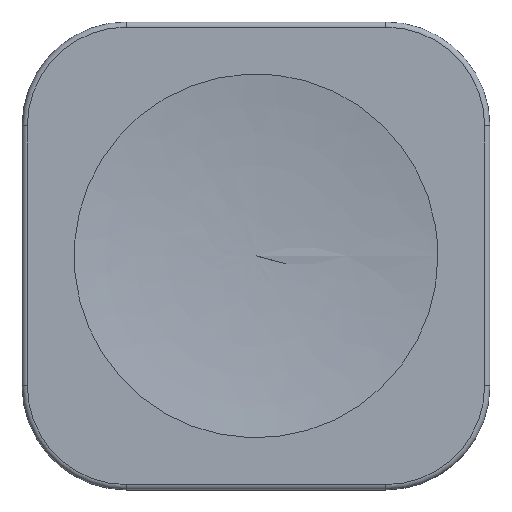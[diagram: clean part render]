
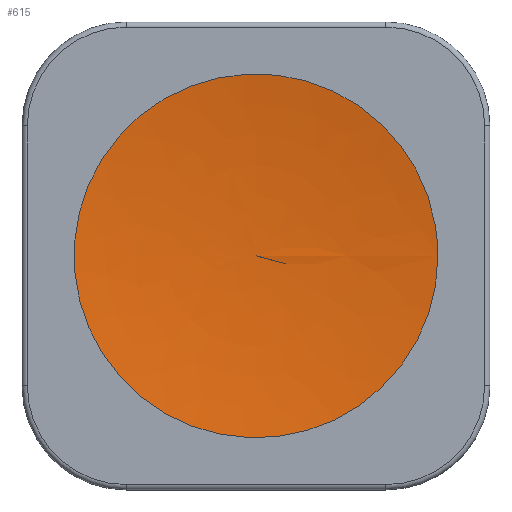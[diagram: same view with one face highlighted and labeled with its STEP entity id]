
A CAD part, top view. The second image highlights one B-rep face of the part: STEP entity #615.
In plain terms, the highlighted free-form (B-spline) face has degree [3, 3] with [15, 4] control points.
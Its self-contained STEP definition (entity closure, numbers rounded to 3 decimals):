
#204=FACE_OUTER_BOUND('',#242,.T.);
#242=EDGE_LOOP('',(#434,#435,#436));
#284=B_SPLINE_CURVE_WITH_KNOTS('',3,(#986,#987,#988,#989,#990,#991,#992,
#993,#994,#995,#996,#997,#998,#999,#1000),.UNSPECIFIED.,.T.,.F.,(4,1,1,
1,1,1,1,1,1,1,1,1,4),(-1.,-0.917,-0.833,-0.75,-0.667,
-0.583,-0.5,-0.417,-0.333,-0.25,-0.167,
-0.083,0.),.UNSPECIFIED.);
#285=B_SPLINE_CURVE_WITH_KNOTS('',3,(#1002,#1003,#1004,#1005),
 .UNSPECIFIED.,.F.,.F.,(4,4),(0.,1.),.UNSPECIFIED.);
#286=VERTEX_POINT('',#985);
#287=VERTEX_POINT('',#1001);
#344=EDGE_CURVE('',#286,#286,#284,.T.);
#345=EDGE_CURVE('',#286,#287,#285,.T.);
#434=ORIENTED_EDGE('',*,*,#344,.F.);
#435=ORIENTED_EDGE('',*,*,#345,.T.);
#436=ORIENTED_EDGE('',*,*,#345,.F.);
#614=B_SPLINE_SURFACE_WITH_KNOTS('',3,3,((#925,#926,#927,#928),(#929,#930,
#931,#932),(#933,#934,#935,#936),(#937,#938,#939,#940),(#941,#942,#943,
#944),(#945,#946,#947,#948),(#949,#950,#951,#952),(#953,#954,#955,#956),
(#957,#958,#959,#960),(#961,#962,#963,#964),(#965,#966,#967,#968),(#969,
#970,#971,#972),(#973,#974,#975,#976),(#977,#978,#979,#980),(#981,#982,
#983,#984)),.UNSPECIFIED.,.T.,.F.,.F.,(4,1,1,1,1,1,1,1,1,1,1,1,4),(4,4),
(0.,0.083,0.167,0.25,0.333,0.417,
0.5,0.583,0.667,0.75,0.833,0.917,
1.),(0.,1.),.UNSPECIFIED.);
#615=ADVANCED_FACE('',(#204),#614,.T.);
#925=CARTESIAN_POINT('Ctrl Pts',(7.,0.,
2.5));
#926=CARTESIAN_POINT('Ctrl Pts',(4.667,0.,
2.167));
#927=CARTESIAN_POINT('Ctrl Pts',(2.333,0.,
2.));
#928=CARTESIAN_POINT('Ctrl Pts',(0.,0.,2.));
#929=CARTESIAN_POINT('Ctrl Pts',(7.,1.222,2.5));
#930=CARTESIAN_POINT('Ctrl Pts',(4.666,0.814,2.167));
#931=CARTESIAN_POINT('Ctrl Pts',(2.334,0.407,2.));
#932=CARTESIAN_POINT('Ctrl Pts',(0.,0.,2.));
#933=CARTESIAN_POINT('Ctrl Pts',(6.346,3.663,2.5));
#934=CARTESIAN_POINT('Ctrl Pts',(4.231,2.443,2.167));
#935=CARTESIAN_POINT('Ctrl Pts',(2.114,1.221,2.));
#936=CARTESIAN_POINT('Ctrl Pts',(0.,0.,2.));
#937=CARTESIAN_POINT('Ctrl Pts',(3.665,6.347,2.5));
#938=CARTESIAN_POINT('Ctrl Pts',(2.444,4.232,2.167));
#939=CARTESIAN_POINT('Ctrl Pts',(1.221,2.115,2.));
#940=CARTESIAN_POINT('Ctrl Pts',(0.,0.,2.));
#941=CARTESIAN_POINT('Ctrl Pts',(0.,7.328,
2.5));
#942=CARTESIAN_POINT('Ctrl Pts',(0.,4.885,
2.167));
#943=CARTESIAN_POINT('Ctrl Pts',(0.,2.443,
2.));
#944=CARTESIAN_POINT('Ctrl Pts',(0.,0.,2.));
#945=CARTESIAN_POINT('Ctrl Pts',(-3.664,6.346,2.5));
#946=CARTESIAN_POINT('Ctrl Pts',(-2.443,4.231,2.167));
#947=CARTESIAN_POINT('Ctrl Pts',(-1.221,2.115,2.));
#948=CARTESIAN_POINT('Ctrl Pts',(0.,0.,2.));
#949=CARTESIAN_POINT('Ctrl Pts',(-6.347,3.665,2.5));
#950=CARTESIAN_POINT('Ctrl Pts',(-4.232,2.444,2.167));
#951=CARTESIAN_POINT('Ctrl Pts',(-2.115,1.221,2.));
#952=CARTESIAN_POINT('Ctrl Pts',(0.,0.,2.));
#953=CARTESIAN_POINT('Ctrl Pts',(-7.328,0.,
2.5));
#954=CARTESIAN_POINT('Ctrl Pts',(-4.885,0.,2.167));
#955=CARTESIAN_POINT('Ctrl Pts',(-2.443,0.,
2.));
#956=CARTESIAN_POINT('Ctrl Pts',(0.,0.,2.));
#957=CARTESIAN_POINT('Ctrl Pts',(-6.347,-3.665,2.5));
#958=CARTESIAN_POINT('Ctrl Pts',(-4.232,-2.444,2.167));
#959=CARTESIAN_POINT('Ctrl Pts',(-2.115,-1.221,2.));
#960=CARTESIAN_POINT('Ctrl Pts',(0.,0.,2.));
#961=CARTESIAN_POINT('Ctrl Pts',(-3.664,-6.346,2.5));
#962=CARTESIAN_POINT('Ctrl Pts',(-2.443,-4.231,2.167));
#963=CARTESIAN_POINT('Ctrl Pts',(-1.221,-2.115,2.));
#964=CARTESIAN_POINT('Ctrl Pts',(0.,0.,2.));
#965=CARTESIAN_POINT('Ctrl Pts',(0.,-7.328,
2.5));
#966=CARTESIAN_POINT('Ctrl Pts',(0.,-4.885,
2.167));
#967=CARTESIAN_POINT('Ctrl Pts',(0.,-2.443,
2.));
#968=CARTESIAN_POINT('Ctrl Pts',(0.,0.,2.));
#969=CARTESIAN_POINT('Ctrl Pts',(3.664,-6.346,2.5));
#970=CARTESIAN_POINT('Ctrl Pts',(2.442,-4.231,2.167));
#971=CARTESIAN_POINT('Ctrl Pts',(1.221,-2.115,2.));
#972=CARTESIAN_POINT('Ctrl Pts',(0.,0.,2.));
#973=CARTESIAN_POINT('Ctrl Pts',(6.347,-3.665,2.5));
#974=CARTESIAN_POINT('Ctrl Pts',(4.233,-2.444,2.167));
#975=CARTESIAN_POINT('Ctrl Pts',(2.114,-1.221,2.));
#976=CARTESIAN_POINT('Ctrl Pts',(0.,0.,2.));
#977=CARTESIAN_POINT('Ctrl Pts',(7.,-1.222,2.5));
#978=CARTESIAN_POINT('Ctrl Pts',(4.666,-0.814,2.167));
#979=CARTESIAN_POINT('Ctrl Pts',(2.334,-0.407,2.));
#980=CARTESIAN_POINT('Ctrl Pts',(0.,0.,2.));
#981=CARTESIAN_POINT('Ctrl Pts',(7.,0.,
2.5));
#982=CARTESIAN_POINT('Ctrl Pts',(4.667,0.,
2.167));
#983=CARTESIAN_POINT('Ctrl Pts',(2.333,0.,
2.));
#984=CARTESIAN_POINT('Ctrl Pts',(0.,0.,2.));
#985=CARTESIAN_POINT('',(7.,0.,2.5));
#986=CARTESIAN_POINT('Ctrl Pts',(7.,0.,
2.5));
#987=CARTESIAN_POINT('Ctrl Pts',(7.,-1.222,2.5));
#988=CARTESIAN_POINT('Ctrl Pts',(6.347,-3.665,2.5));
#989=CARTESIAN_POINT('Ctrl Pts',(3.664,-6.346,2.5));
#990=CARTESIAN_POINT('Ctrl Pts',(0.,-7.328,
2.5));
#991=CARTESIAN_POINT('Ctrl Pts',(-3.664,-6.346,2.5));
#992=CARTESIAN_POINT('Ctrl Pts',(-6.347,-3.665,2.5));
#993=CARTESIAN_POINT('Ctrl Pts',(-7.328,0.,
2.5));
#994=CARTESIAN_POINT('Ctrl Pts',(-6.347,3.665,2.5));
#995=CARTESIAN_POINT('Ctrl Pts',(-3.664,6.346,2.5));
#996=CARTESIAN_POINT('Ctrl Pts',(0.,7.328,
2.5));
#997=CARTESIAN_POINT('Ctrl Pts',(3.665,6.347,2.5));
#998=CARTESIAN_POINT('Ctrl Pts',(6.346,3.663,2.5));
#999=CARTESIAN_POINT('Ctrl Pts',(7.,1.222,2.5));
#1000=CARTESIAN_POINT('Ctrl Pts',(7.,0.,
2.5));
#1001=CARTESIAN_POINT('',(0.,0.,2.));
#1002=CARTESIAN_POINT('Ctrl Pts',(7.,0.,
2.5));
#1003=CARTESIAN_POINT('Ctrl Pts',(4.667,0.,
2.167));
#1004=CARTESIAN_POINT('Ctrl Pts',(2.333,0.,
2.));
#1005=CARTESIAN_POINT('Ctrl Pts',(0.,0.,2.));
